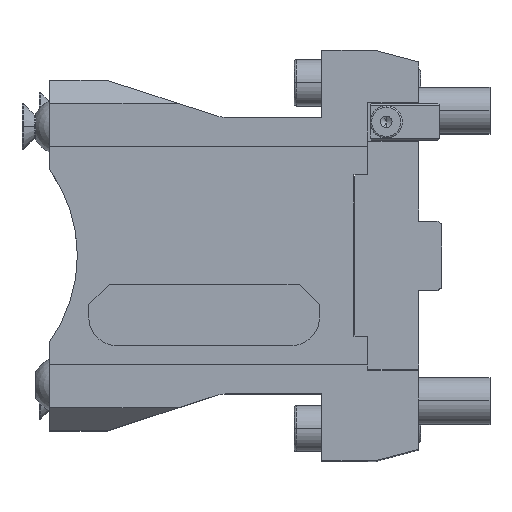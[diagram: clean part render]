
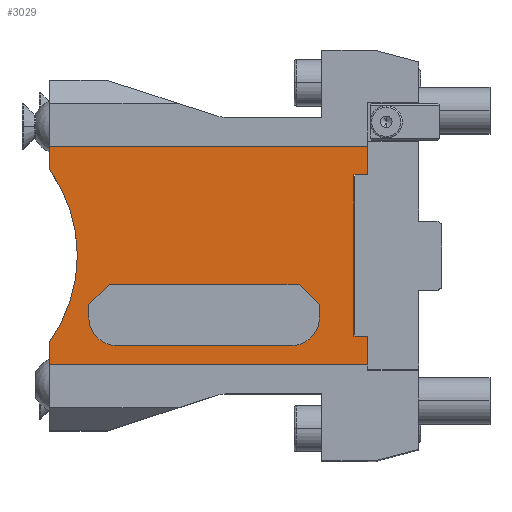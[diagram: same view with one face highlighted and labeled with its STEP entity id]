
A CAD part, top view. The second image highlights one B-rep face of the part: STEP entity #3029.
In plain terms, the highlighted planar face has unit normal (0, 0, 1).
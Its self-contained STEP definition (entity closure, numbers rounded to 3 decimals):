
#79=DIRECTION('',(0.,-1.,0.));
#80=VECTOR('',#79,6.969);
#81=CARTESIAN_POINT('',(-11.,24.758,46.6));
#82=LINE('',#81,#80);
#135=DIRECTION('',(0.866,0.5,0.));
#136=VECTOR('',#135,0.577);
#137=CARTESIAN_POINT('',(-11.5,17.5,46.6));
#138=LINE('',#137,#136);
#139=DIRECTION('',(-1.,0.,0.));
#140=VECTOR('',#139,2.5);
#141=CARTESIAN_POINT('',(-11.5,17.5,46.6));
#142=LINE('',#141,#140);
#143=DIRECTION('',(0.,-1.,0.));
#144=VECTOR('',#143,35.);
#145=CARTESIAN_POINT('',(-14.,17.5,46.6));
#146=LINE('',#145,#144);
#147=DIRECTION('',(-1.,0.,0.));
#148=VECTOR('',#147,2.5);
#149=CARTESIAN_POINT('',(-11.5,-17.5,46.6));
#150=LINE('',#149,#148);
#151=DIRECTION('',(-0.866,0.5,0.));
#152=VECTOR('',#151,0.577);
#153=CARTESIAN_POINT('',(-11.,-17.789,46.6));
#154=LINE('',#153,#152);
#155=CARTESIAN_POINT('',(-106.,0.,46.6));
#156=DIRECTION('',(0.,0.,-1.));
#157=DIRECTION('',(0.813,0.583,0.));
#158=AXIS2_PLACEMENT_3D('',#155,#156,#157);
#160=DIRECTION('',(1.,0.,0.));
#161=VECTOR('',#160,69.);
#162=CARTESIAN_POINT('',(-80.,24.758,46.6));
#163=LINE('',#162,#161);
#164=DIRECTION('',(0.,1.,0.));
#165=VECTOR('',#164,2.787);
#166=CARTESIAN_POINT('',(-71.5,-13.5,46.6));
#167=LINE('',#166,#165);
#168=CARTESIAN_POINT('',(-65.5,-13.5,46.6));
#169=DIRECTION('',(0.,0.,1.));
#170=DIRECTION('',(-1.,0.,0.));
#171=AXIS2_PLACEMENT_3D('',#168,#169,#170);
#173=DIRECTION('',(1.,0.,0.));
#174=VECTOR('',#173,38.);
#175=CARTESIAN_POINT('',(-65.5,-19.5,46.6));
#176=LINE('',#175,#174);
#177=CARTESIAN_POINT('',(-27.5,-13.5,46.6));
#178=DIRECTION('',(0.,0.,-1.));
#179=DIRECTION('',(1.,0.,0.));
#180=AXIS2_PLACEMENT_3D('',#177,#178,#179);
#182=DIRECTION('',(0.,1.,0.));
#183=VECTOR('',#182,2.787);
#184=CARTESIAN_POINT('',(-21.5,-13.5,46.6));
#185=LINE('',#184,#183);
#186=DIRECTION('',(0.707,-0.707,0.));
#187=VECTOR('',#186,4.989);
#188=CARTESIAN_POINT('',(-25.028,-7.185,46.6));
#189=LINE('',#188,#187);
#190=DIRECTION('',(1.,0.,0.));
#191=VECTOR('',#190,42.944);
#192=CARTESIAN_POINT('',(-67.972,-7.185,46.6));
#193=LINE('',#192,#191);
#194=DIRECTION('',(0.707,0.707,0.));
#195=VECTOR('',#194,4.989);
#196=CARTESIAN_POINT('',(-71.5,-10.713,46.6));
#197=LINE('',#196,#195);
#566=DIRECTION('',(0.,-1.,0.));
#567=VECTOR('',#566,6.103);
#568=CARTESIAN_POINT('',(-80.,-18.655,46.6));
#569=LINE('',#568,#567);
#595=DIRECTION('',(0.,-1.,0.));
#596=VECTOR('',#595,6.103);
#597=CARTESIAN_POINT('',(-80.,24.758,46.6));
#598=LINE('',#597,#596);
#775=DIRECTION('',(1.,0.,0.));
#776=VECTOR('',#775,69.);
#777=CARTESIAN_POINT('',(-80.,-24.758,46.6));
#778=LINE('',#777,#776);
#783=DIRECTION('',(0.,-1.,0.));
#784=VECTOR('',#783,6.969);
#785=CARTESIAN_POINT('',(-11.,-17.789,46.6));
#786=LINE('',#785,#784);
#2432=CARTESIAN_POINT('',(-11.,24.758,46.6));
#2433=VERTEX_POINT('',#2432);
#2434=CARTESIAN_POINT('',(-11.,-24.758,46.6));
#2435=VERTEX_POINT('',#2434);
#2436=CARTESIAN_POINT('',(-80.,24.758,46.6));
#2437=VERTEX_POINT('',#2436);
#2438=CARTESIAN_POINT('',(-80.,-24.758,46.6));
#2439=VERTEX_POINT('',#2438);
#2440=CARTESIAN_POINT('',(-80.,18.655,46.6));
#2441=CARTESIAN_POINT('',(-80.,-18.655,46.6));
#2442=VERTEX_POINT('',#2440);
#2443=VERTEX_POINT('',#2441);
#2516=CARTESIAN_POINT('',(-14.,17.5,46.6));
#2517=CARTESIAN_POINT('',(-14.,-17.5,46.6));
#2518=VERTEX_POINT('',#2516);
#2519=VERTEX_POINT('',#2517);
#2520=CARTESIAN_POINT('',(-11.5,17.5,46.6));
#2521=CARTESIAN_POINT('',(-11.,17.789,46.6));
#2522=VERTEX_POINT('',#2520);
#2523=VERTEX_POINT('',#2521);
#2524=CARTESIAN_POINT('',(-11.,-17.789,46.6));
#2525=CARTESIAN_POINT('',(-11.5,-17.5,46.6));
#2526=VERTEX_POINT('',#2524);
#2527=VERTEX_POINT('',#2525);
#2610=CARTESIAN_POINT('',(-71.5,-13.5,46.6));
#2611=CARTESIAN_POINT('',(-71.5,-10.713,46.6));
#2612=VERTEX_POINT('',#2610);
#2613=VERTEX_POINT('',#2611);
#2614=CARTESIAN_POINT('',(-21.5,-13.5,46.6));
#2615=CARTESIAN_POINT('',(-21.5,-10.713,46.6));
#2616=VERTEX_POINT('',#2614);
#2617=VERTEX_POINT('',#2615);
#2618=CARTESIAN_POINT('',(-67.972,-7.185,46.6));
#2619=CARTESIAN_POINT('',(-25.028,-7.185,46.6));
#2620=VERTEX_POINT('',#2618);
#2621=VERTEX_POINT('',#2619);
#2622=CARTESIAN_POINT('',(-65.5,-19.5,46.6));
#2623=CARTESIAN_POINT('',(-27.5,-19.5,46.6));
#2624=VERTEX_POINT('',#2622);
#2625=VERTEX_POINT('',#2623);
#2982=CARTESIAN_POINT('',(-80.,24.758,46.6));
#2983=DIRECTION('',(0.,0.,-1.));
#2984=DIRECTION('',(0.,-1.,0.));
#2985=AXIS2_PLACEMENT_3D('',#2982,#2983,#2984);
#2986=PLANE('',#2985);
#2988=ORIENTED_EDGE('',*,*,#2987,.F.);
#2990=ORIENTED_EDGE('',*,*,#2989,.T.);
#2992=ORIENTED_EDGE('',*,*,#2991,.T.);
#2994=ORIENTED_EDGE('',*,*,#2993,.F.);
#2996=ORIENTED_EDGE('',*,*,#2995,.F.);
#2998=ORIENTED_EDGE('',*,*,#2997,.T.);
#3000=ORIENTED_EDGE('',*,*,#2999,.F.);
#3002=ORIENTED_EDGE('',*,*,#3001,.F.);
#3004=ORIENTED_EDGE('',*,*,#3003,.F.);
#3006=ORIENTED_EDGE('',*,*,#3005,.F.);
#3007=ORIENTED_EDGE('',*,*,#2975,.T.);
#3008=ORIENTED_EDGE('',*,*,#2917,.T.);
#3009=EDGE_LOOP('',(#2988,#2990,#2992,#2994,#2996,#2998,#3000,#3002,#3004,#3006,
#3007,#3008));
#3010=FACE_OUTER_BOUND('',#3009,.F.);
#3012=ORIENTED_EDGE('',*,*,#3011,.F.);
#3014=ORIENTED_EDGE('',*,*,#3013,.T.);
#3016=ORIENTED_EDGE('',*,*,#3015,.T.);
#3018=ORIENTED_EDGE('',*,*,#3017,.F.);
#3020=ORIENTED_EDGE('',*,*,#3019,.T.);
#3022=ORIENTED_EDGE('',*,*,#3021,.F.);
#3024=ORIENTED_EDGE('',*,*,#3023,.F.);
#3026=ORIENTED_EDGE('',*,*,#3025,.F.);
#3027=EDGE_LOOP('',(#3012,#3014,#3016,#3018,#3020,#3022,#3024,#3026));
#3028=FACE_BOUND('',#3027,.F.);
#3029=ADVANCED_FACE('',(#3010,#3028),#2986,.F.);
#159=CIRCLE('',#158,32.);
#172=CIRCLE('',#171,6.);
#181=CIRCLE('',#180,6.);
#2917=EDGE_CURVE('',#2433,#2523,#82,.T.);
#2975=EDGE_CURVE('',#2437,#2433,#163,.T.);
#2987=EDGE_CURVE('',#2522,#2523,#138,.T.);
#2989=EDGE_CURVE('',#2522,#2518,#142,.T.);
#2991=EDGE_CURVE('',#2518,#2519,#146,.T.);
#2993=EDGE_CURVE('',#2527,#2519,#150,.T.);
#2995=EDGE_CURVE('',#2526,#2527,#154,.T.);
#2997=EDGE_CURVE('',#2526,#2435,#786,.T.);
#2999=EDGE_CURVE('',#2439,#2435,#778,.T.);
#3001=EDGE_CURVE('',#2443,#2439,#569,.T.);
#3003=EDGE_CURVE('',#2442,#2443,#159,.T.);
#3005=EDGE_CURVE('',#2437,#2442,#598,.T.);
#3011=EDGE_CURVE('',#2612,#2613,#167,.T.);
#3013=EDGE_CURVE('',#2612,#2624,#172,.T.);
#3015=EDGE_CURVE('',#2624,#2625,#176,.T.);
#3017=EDGE_CURVE('',#2616,#2625,#181,.T.);
#3019=EDGE_CURVE('',#2616,#2617,#185,.T.);
#3021=EDGE_CURVE('',#2621,#2617,#189,.T.);
#3023=EDGE_CURVE('',#2620,#2621,#193,.T.);
#3025=EDGE_CURVE('',#2613,#2620,#197,.T.);
